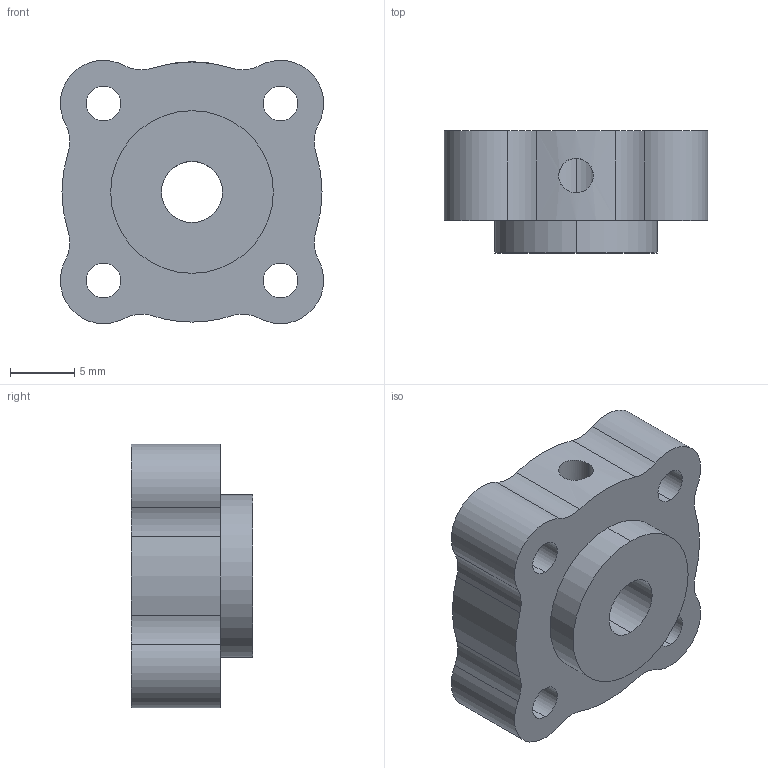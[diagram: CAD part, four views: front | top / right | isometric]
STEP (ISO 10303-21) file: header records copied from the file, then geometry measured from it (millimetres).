
FILE_DESCRIPTION (( 'STEP AP203' ), '1' );
FILE_NAME ('545544.STEP', '2014-07-11T18:02:44', ( 'Kyle' ), ( 'Microsoft' ), 'SwSTEP 2.0', 'SolidWorks 2014', '' );
FILE_SCHEMA (( 'CONFIG_CONTROL_DESIGN' ));
Length unit declared in the file: inch
Products named in the file (1): 545544
Bounding box: 20.57 x 9.53 x 20.57 mm (x, y, z)
Volume: 2692.2 mm3; surface area: 1786.3 mm2
Topology: 1 solids, 1 shells, 38 faces, 108 edges, 72 vertices
Faces by surface type: cylinder 35, plane 3
Entity records: 1463 total; most frequent: CARTESIAN_POINT 313, DIRECTION 246, ORIENTED_EDGE 216, EDGE_CURVE 108, AXIS2_PLACEMENT_3D 105, VERTEX_POINT 72, CIRCLE 66, EDGE_LOOP 50
